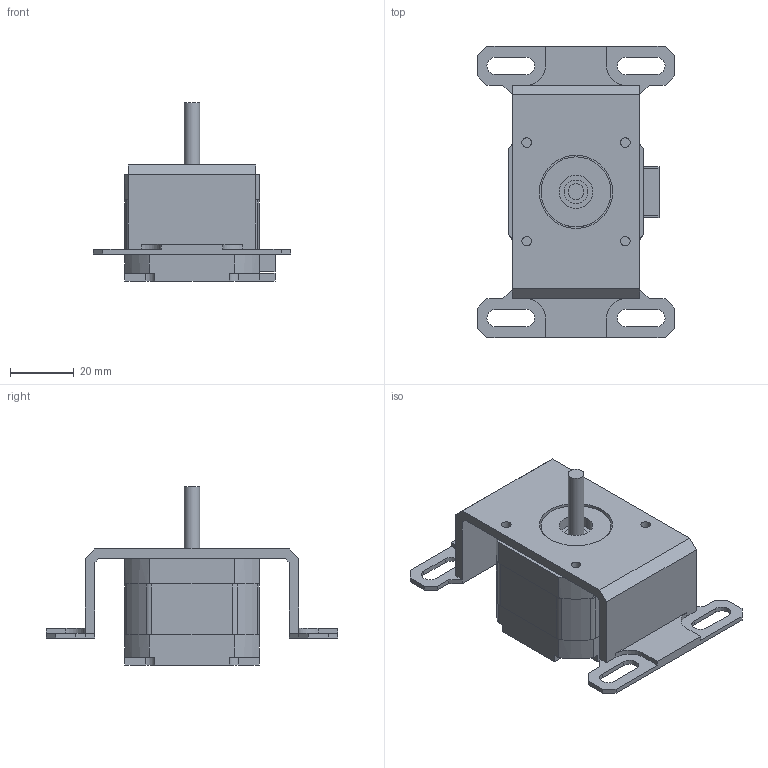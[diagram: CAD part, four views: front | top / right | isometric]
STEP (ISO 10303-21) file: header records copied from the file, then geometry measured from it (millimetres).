
FILE_DESCRIPTION(/* description */ (''),/* implementation_level */ '2;1');
FILE_NAME(/* name */ 'Stepper Mount v4.step',/* time_stamp */ '2024-02-26T15:45:33-05:00',/* author */ (''),/* organization */ (''),/* preprocessor_version */ 'ST-DEVELOPER v20',/* originating_system */ 'Autodesk Translation Framework v12.20.1.177',/* authorisation */ '');
FILE_SCHEMA (('AUTOMOTIVE_DESIGN { 1 0 10303 214 3 1 1 }'));
Length unit declared in the file: millimetre
Products named in the file (2): Stepper Mount; Nema 17
Assembly tree (1 placements, depth 2):
  Stepper Mount
    Nema 17
Bounding box: 62 x 91.6 x 56 mm (x, y, z)
Volume: 71189.2 mm3; surface area: 23052 mm2
Topology: 2 solids, 2 shells, 185 faces, 450 edges, 288 vertices
Faces by surface type: plane 127, cylinder 58
Full cylindrical faces by diameter (mm): 3 x12, 5 x2, 7.4 x2, 8.4 x1, 10.5 x1, 22 x1, 23 x1, 23.5 x1, 32.5 x1
Entity records: 5594 total; most frequent: DIRECTION 942, CARTESIAN_POINT 942, ORIENTED_EDGE 900, EDGE_CURVE 450, LINE 326, VECTOR 326, AXIS2_PLACEMENT_3D 308, VERTEX_POINT 288
